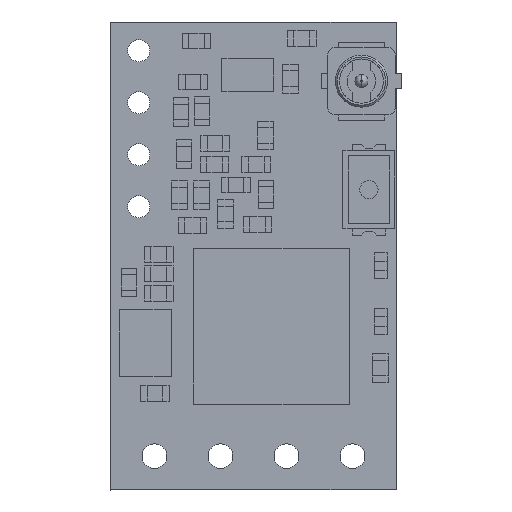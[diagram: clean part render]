
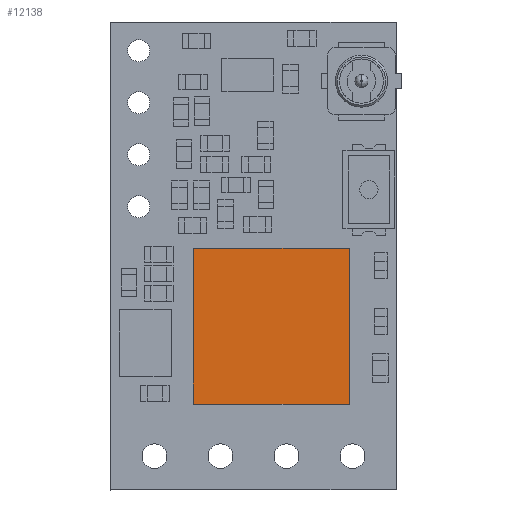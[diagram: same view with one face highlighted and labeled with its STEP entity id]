
A CAD part, top view. The second image highlights one B-rep face of the part: STEP entity #12138.
In plain terms, the highlighted planar face has unit normal (0, 0, 1).
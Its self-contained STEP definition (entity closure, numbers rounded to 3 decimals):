
#141 = CARTESIAN_POINT ( 'NONE',  ( -3., -3., 0.95 ) ) ;
#409 = ORIENTED_EDGE ( 'NONE', *, *, #1619, .T. ) ;
#506 = VERTEX_POINT ( 'NONE', #1365 ) ;
#857 = CARTESIAN_POINT ( 'NONE',  ( 3., -3., 0.95 ) ) ;
#923 = VERTEX_POINT ( 'NONE', #12905 ) ;
#1335 = VECTOR ( 'NONE', #5452, 1000. ) ;
#1365 = CARTESIAN_POINT ( 'NONE',  ( 3., 3., 0.95 ) ) ;
#1512 = CARTESIAN_POINT ( 'NONE',  ( -3., -3., 0.95 ) ) ;
#1619 = EDGE_CURVE ( 'NONE', #923, #506, #15419, .T. ) ;
#2938 = DIRECTION ( 'NONE',  ( 1., 0., 0. ) ) ;
#3401 = PLANE ( 'NONE',  #15195 ) ;
#3484 = VERTEX_POINT ( 'NONE', #141 ) ;
#3515 = EDGE_LOOP ( 'NONE', ( #9964, #409, #14881, #6794 ) ) ;
#4109 = VECTOR ( 'NONE', #12715, 1000. ) ;
#4832 = DIRECTION ( 'NONE',  ( -1., 0., 0. ) ) ;
#5452 = DIRECTION ( 'NONE',  ( 0., -1., 0. ) ) ;
#6794 = ORIENTED_EDGE ( 'NONE', *, *, #7210, .T. ) ;
#7210 = EDGE_CURVE ( 'NONE', #10924, #3484, #9326, .T. ) ;
#7696 = DIRECTION ( 'NONE',  ( 0., 0., -1. ) ) ;
#9326 = LINE ( 'NONE', #11073, #1335 ) ;
#9964 = ORIENTED_EDGE ( 'NONE', *, *, #16469, .T. ) ;
#10048 = EDGE_CURVE ( 'NONE', #506, #10924, #15734, .T. ) ;
#10458 = CARTESIAN_POINT ( 'NONE',  ( 3., 3., 0.95 ) ) ;
#10924 = VERTEX_POINT ( 'NONE', #11609 ) ;
#11073 = CARTESIAN_POINT ( 'NONE',  ( -3., 3., 0.95 ) ) ;
#11609 = CARTESIAN_POINT ( 'NONE',  ( -3., 3., 0.95 ) ) ;
#11965 = VECTOR ( 'NONE', #4832, 1000. ) ;
#12138 = ADVANCED_FACE ( 'NONE', ( #12827 ), #3401, .F. ) ;
#12715 = DIRECTION ( 'NONE',  ( 0., 1., 0. ) ) ;
#12827 = FACE_OUTER_BOUND ( 'NONE', #3515, .T. ) ;
#12905 = CARTESIAN_POINT ( 'NONE',  ( 3., -3., 0.95 ) ) ;
#13251 = VECTOR ( 'NONE', #2938, 1000. ) ;
#13698 = LINE ( 'NONE', #1512, #13251 ) ;
#14673 = CARTESIAN_POINT ( 'NONE',  ( -3., 3., 0.95 ) ) ;
#14881 = ORIENTED_EDGE ( 'NONE', *, *, #10048, .T. ) ;
#15195 = AXIS2_PLACEMENT_3D ( 'NONE', #14673, #7696, #17576 ) ;
#15419 = LINE ( 'NONE', #857, #4109 ) ;
#15734 = LINE ( 'NONE', #10458, #11965 ) ;
#16469 = EDGE_CURVE ( 'NONE', #3484, #923, #13698, .T. ) ;
#17576 = DIRECTION ( 'NONE',  ( -1., 0., 0. ) ) ;
